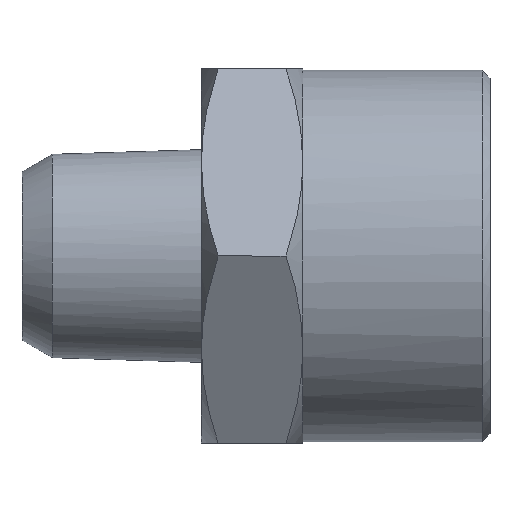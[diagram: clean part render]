
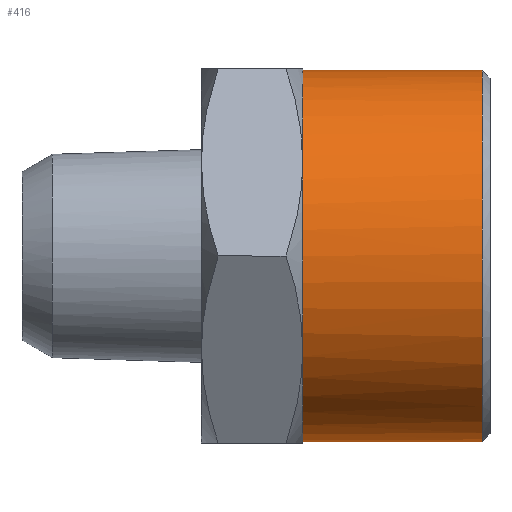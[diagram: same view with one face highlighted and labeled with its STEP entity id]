
A CAD part, left-side view. The second image highlights one B-rep face of the part: STEP entity #416.
In plain terms, the highlighted free-form (B-spline) face has degree [1, 3] with [2, 4] control points.
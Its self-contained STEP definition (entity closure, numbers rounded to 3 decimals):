
#2 = CARTESIAN_POINT ( 'NONE',  ( -11.293, 12., -3.832 ) ) ;
#48 = CARTESIAN_POINT ( 'NONE',  ( 0., 12., -11.9 ) ) ;
#101 = CARTESIAN_POINT ( 'NONE',  ( 0., 0.5, -11.9 ) ) ;
#142 = CARTESIAN_POINT ( 'NONE',  ( -7.261, 12., 9.46 ) ) ;
#150 = CARTESIAN_POINT ( 'NONE',  ( -7.862, 12., -8.967 ) ) ;
#160 = CARTESIAN_POINT ( 'NONE',  ( -10.329, 12., 5.962 ) ) ;
#179 = CARTESIAN_POINT ( 'NONE',  ( -11.293, 12., 3.832 ) ) ;
#217 = CARTESIAN_POINT ( 'NONE',  ( 0., 0.5, 11.9 ) ) ;
#310 = EDGE_CURVE ( 'NONE', #413, #1916, #928, .T. ) ;
#325 = CARTESIAN_POINT ( 'NONE',  ( -1.555, 12., -11.824 ) ) ;
#369 = CARTESIAN_POINT ( 'NONE',  ( -23.8, 0.5, -11.9 ) ) ;
#371 = ORIENTED_EDGE ( 'NONE', *, *, #2008, .T. ) ;
#400 = CARTESIAN_POINT ( 'NONE',  ( 0., 12., 11.9 ) ) ;
#413 = VERTEX_POINT ( 'NONE', #1969 ) ;
#416 = ADVANCED_FACE ( 'NONE', ( #1682 ), #757, .F. ) ;
#460 = CARTESIAN_POINT ( 'NONE',  ( 0., 12., 11.9 ) ) ;
#475 = CARTESIAN_POINT ( 'NONE',  ( -5.962, 12., 10.329 ) ) ;
#480 = CARTESIAN_POINT ( 'NONE',  ( -3.088, 12., -11.519 ) ) ;
#532 = CARTESIAN_POINT ( 'NONE',  ( 0., 0.5, -11.9 ) ) ;
#549 = CARTESIAN_POINT ( 'NONE',  ( 0., 12., 11.9 ) ) ;
#617 = CARTESIAN_POINT ( 'NONE',  ( -9.46, 12., 7.261 ) ) ;
#632 = CARTESIAN_POINT ( 'NONE',  ( -1.555, 12., 11.824 ) ) ;
#676 = CARTESIAN_POINT ( 'NONE',  ( 0., 0.5, 11.9 ) ) ;
#687 = EDGE_CURVE ( 'NONE', #1596, #1916, #1727, .T. ) ;
#757 =( BOUNDED_SURFACE ( )  B_SPLINE_SURFACE ( 1, 3, ( 
 ( #549, #863, #1008, #1167 ),
 ( #217, #1319, #369, #532 ) ),
 .UNSPECIFIED., .F., .F., .T. ) 
 B_SPLINE_SURFACE_WITH_KNOTS ( ( 2, 2 ),
 ( 4, 4 ),
 ( 0., 1. ),
 ( 0., 1. ),
 .UNSPECIFIED. ) 
 GEOMETRIC_REPRESENTATION_ITEM ( )  RATIONAL_B_SPLINE_SURFACE ( (
 ( 1., 0.333, 0.333, 1.),
 ( 1., 0.333, 0.333, 1.) ) ) 
 REPRESENTATION_ITEM ( '' )  SURFACE ( )  );
#782 = CARTESIAN_POINT ( 'NONE',  ( -10.329, 12., -5.962 ) ) ;
#807 = CARTESIAN_POINT ( 'NONE',  ( -5.962, 12., -10.329 ) ) ;
#812 = CARTESIAN_POINT ( 'NONE',  ( -5.276, 12., -10.695 ) ) ;
#813 = ORIENTED_EDGE ( 'NONE', *, *, #687, .T. ) ;
#863 = CARTESIAN_POINT ( 'NONE',  ( -23.8, 12., 11.9 ) ) ;
#887 = ORIENTED_EDGE ( 'NONE', *, *, #310, .F. ) ;
#922 = VERTEX_POINT ( 'NONE', #949 ) ;
#928 = B_SPLINE_CURVE_WITH_KNOTS ( 'NONE', 3,
 ( #1719, #1423, #325, #480, #1598, #812, #807, #1926, #150, #1108, #1753, #782, #973, #2, #1258, #1589, #1417, #1897, #1904, #1122, #179, #1910, #160, #617, #2045, #1092, #142, #475, #1251, #2064, #1412, #632, #1115, #460 ),
 .UNSPECIFIED., .F., .F.,
 ( 4, 2, 2, 2, 2, 2, 2, 2, 2, 2, 2, 2, 2, 2, 2, 2, 4 ),
 ( 0., 0.196, 0.393, 0.589, 0.785, 0.982, 1.178, 1.374, 1.571, 1.767, 1.963, 2.16, 2.356, 2.553, 2.749, 2.945, 3.142 ),
 .UNSPECIFIED. ) ;
#949 = CARTESIAN_POINT ( 'NONE',  ( 0., 0.5, -11.9 ) ) ;
#950 = EDGE_CURVE ( 'NONE', #413, #922, #2038, .T. ) ;
#973 = CARTESIAN_POINT ( 'NONE',  ( -10.695, 12., -5.276 ) ) ;
#1008 = CARTESIAN_POINT ( 'NONE',  ( -23.8, 12., -11.9 ) ) ;
#1060 = ORIENTED_EDGE ( 'NONE', *, *, #950, .T. ) ;
#1092 = CARTESIAN_POINT ( 'NONE',  ( -7.862, 12., 8.967 ) ) ;
#1108 = CARTESIAN_POINT ( 'NONE',  ( -8.967, 12., -7.862 ) ) ;
#1115 = CARTESIAN_POINT ( 'NONE',  ( -0.781, 12., 11.9 ) ) ;
#1122 = CARTESIAN_POINT ( 'NONE',  ( -11.519, 12., 3.088 ) ) ;
#1138 = CARTESIAN_POINT ( 'NONE',  ( 0., 12., 11.9 ) ) ;
#1167 = CARTESIAN_POINT ( 'NONE',  ( 0., 12., -11.9 ) ) ;
#1251 = CARTESIAN_POINT ( 'NONE',  ( -5.276, 12., 10.695 ) ) ;
#1258 = CARTESIAN_POINT ( 'NONE',  ( -11.519, 12., -3.088 ) ) ;
#1319 = CARTESIAN_POINT ( 'NONE',  ( -23.8, 0.5, 11.9 ) ) ;
#1364 = CARTESIAN_POINT ( 'NONE',  ( -23.8, 0.5, -11.9 ) ) ;
#1412 = CARTESIAN_POINT ( 'NONE',  ( -3.088, 12., 11.519 ) ) ;
#1417 = CARTESIAN_POINT ( 'NONE',  ( -11.9, 12., -0.781 ) ) ;
#1423 = CARTESIAN_POINT ( 'NONE',  ( -0.781, 12., -11.9 ) ) ;
#1487 = CARTESIAN_POINT ( 'NONE',  ( 0., 0.5, -11.9 ) ) ;
#1589 = CARTESIAN_POINT ( 'NONE',  ( -11.824, 12., -1.555 ) ) ;
#1596 = VERTEX_POINT ( 'NONE', #676 ) ;
#1598 = CARTESIAN_POINT ( 'NONE',  ( -3.832, 12., -11.293 ) ) ;
#1657 = CARTESIAN_POINT ( 'NONE',  ( 0., 0.5, 11.9 ) ) ;
#1682 = FACE_OUTER_BOUND ( 'NONE', #1761, .T. ) ;
#1719 = CARTESIAN_POINT ( 'NONE',  ( 0., 12., -11.9 ) ) ;
#1720 = CARTESIAN_POINT ( 'NONE',  ( -23.8, 0.5, 11.9 ) ) ;
#1727 = B_SPLINE_CURVE_WITH_KNOTS ( 'NONE', 1,
 ( #1657, #1138 ),
 .UNSPECIFIED., .F., .F.,
 ( 2, 2 ),
 ( -1., 0. ),
 .UNSPECIFIED. ) ;
#1753 = CARTESIAN_POINT ( 'NONE',  ( -9.46, 12., -7.261 ) ) ;
#1761 = EDGE_LOOP ( 'NONE', ( #887, #1060, #371, #813 ) ) ;
#1897 = CARTESIAN_POINT ( 'NONE',  ( -11.9, 12., 0.781 ) ) ;
#1904 = CARTESIAN_POINT ( 'NONE',  ( -11.824, 12., 1.555 ) ) ;
#1909 =( BOUNDED_CURVE ( )  B_SPLINE_CURVE ( 3, ( #101, #1364, #1720, #2054 ),
 .UNSPECIFIED., .F., .T. ) 
 B_SPLINE_CURVE_WITH_KNOTS ( ( 4, 4 ),
 ( -3.142, 0. ),
 .UNSPECIFIED. ) 
 CURVE ( )  GEOMETRIC_REPRESENTATION_ITEM ( )  RATIONAL_B_SPLINE_CURVE ( ( 1., 0.333, 0.333, 1. ) ) 
 REPRESENTATION_ITEM ( '' )  );
#1910 = CARTESIAN_POINT ( 'NONE',  ( -10.695, 12., 5.276 ) ) ;
#1916 = VERTEX_POINT ( 'NONE', #400 ) ;
#1926 = CARTESIAN_POINT ( 'NONE',  ( -7.261, 12., -9.46 ) ) ;
#1969 = CARTESIAN_POINT ( 'NONE',  ( 0., 12., -11.9 ) ) ;
#2008 = EDGE_CURVE ( 'NONE', #922, #1596, #1909, .T. ) ;
#2038 = B_SPLINE_CURVE_WITH_KNOTS ( 'NONE', 1,
 ( #48, #1487 ),
 .UNSPECIFIED., .F., .F.,
 ( 2, 2 ),
 ( -1., 0. ),
 .UNSPECIFIED. ) ;
#2045 = CARTESIAN_POINT ( 'NONE',  ( -8.967, 12., 7.862 ) ) ;
#2054 = CARTESIAN_POINT ( 'NONE',  ( 0., 0.5, 11.9 ) ) ;
#2064 = CARTESIAN_POINT ( 'NONE',  ( -3.832, 12., 11.293 ) ) ;
